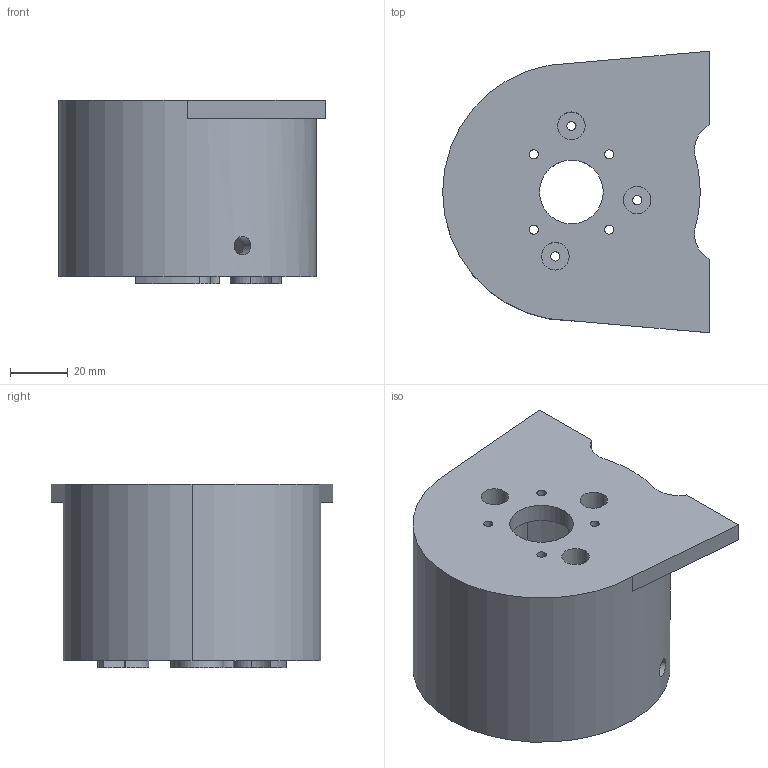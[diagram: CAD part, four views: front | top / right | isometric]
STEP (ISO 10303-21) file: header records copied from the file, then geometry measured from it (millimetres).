
FILE_DESCRIPTION (( 'STEP AP203' ), '1' );
FILE_NAME ('SideCap 1 FINAL.STEP', '2023-09-22T23:44:16', ( '' ), ( '' ), 'SwSTEP 2.0', 'SolidWorks 2023', '' );
FILE_SCHEMA (( 'CONFIG_CONTROL_DESIGN' ));
Length unit declared in the file: inch
Products named in the file (1): SideCap 1 FINAL
Bounding box: 92.08 x 97.23 x 63.5 mm (x, y, z)
Volume: 189172.9 mm3; surface area: 55200.9 mm2
Topology: 1 solids, 1 shells, 96 faces, 264 edges, 176 vertices
Faces by surface type: cylinder 48, plane 48
Entity records: 3325 total; most frequent: CARTESIAN_POINT 665, DIRECTION 558, ORIENTED_EDGE 528, EDGE_CURVE 264, AXIS2_PLACEMENT_3D 203, VERTEX_POINT 176, LINE 152, VECTOR 152
